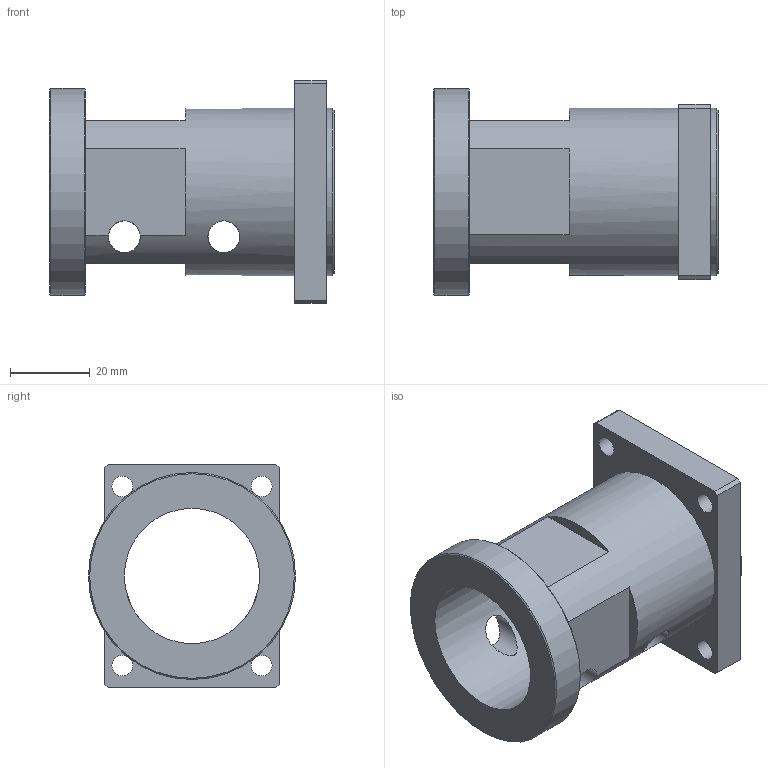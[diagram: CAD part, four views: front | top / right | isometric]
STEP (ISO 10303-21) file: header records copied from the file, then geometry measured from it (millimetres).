
FILE_DESCRIPTION(/* description */ (''),/* implementation_level */ '2;1');
FILE_NAME(/* name */ 'VK CTJ110 50 GESM14.stp',/* time_stamp */ '2015-08-28T11:44:52+01:00',/* author */ ('Hypex'),/* organization */ ('Hypex'),/* preprocessor_version */ 'ST-DEVELOPER v15.2',/* originating_system */ 'Autodesk Inventor 2014',/* authorisation */ '');
FILE_SCHEMA (('AUTOMOTIVE_DESIGN { 1 0 10303 214 3 1 1 }'));
Length unit declared in the file: millimetre
Products named in the file (1): VK CTJ110 50 GESM14
Bounding box: 71.5 x 52 x 56 mm (x, y, z)
Volume: 43291.6 mm3; surface area: 22921.4 mm2
Topology: 1 solids, 1 shells, 37 faces, 106 edges, 72 vertices
Faces by surface type: plane 17, cylinder 16, cone 4
Full cylindrical faces by diameter (mm): 5.2 x4, 8 x4, 34 x1, 42 x2, 52 x1
Entity records: 1347 total; most frequent: CARTESIAN_POINT 434, DIRECTION 184, ORIENTED_EDGE 158, EDGE_CURVE 79, AXIS2_PLACEMENT_3D 75, EDGE_LOOP 72, VERTEX_POINT 61, FACE_BOUND 40
